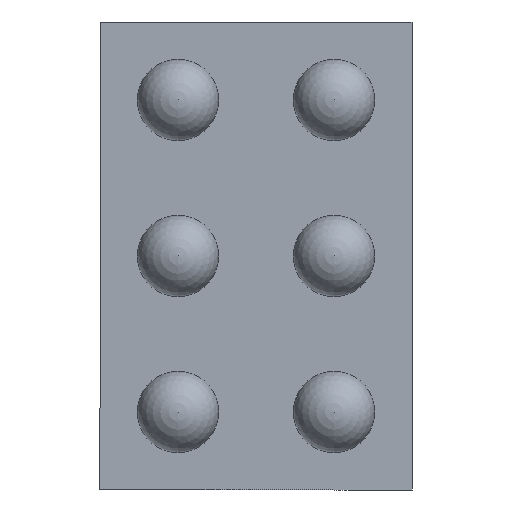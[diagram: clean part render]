
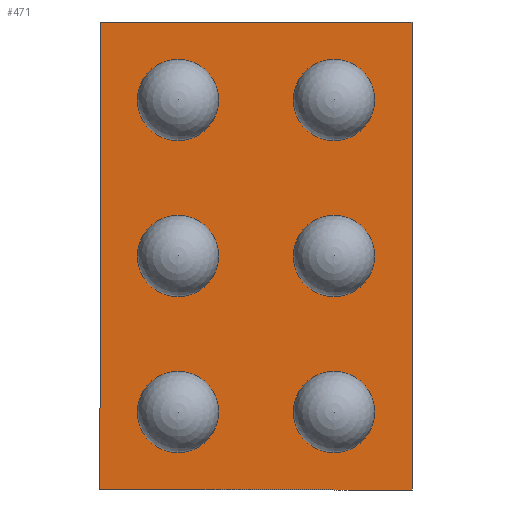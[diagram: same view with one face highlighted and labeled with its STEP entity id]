
A CAD part, front view. The second image highlights one B-rep face of the part: STEP entity #471.
In plain terms, the highlighted planar face has unit normal (0, -1, 0).
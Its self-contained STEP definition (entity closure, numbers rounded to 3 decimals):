
#12 = CARTESIAN_POINT ( 'NONE',  ( 0.5, 0.2, -0.75 ) ) ;
#25 = VECTOR ( 'NONE', #612, 1000. ) ;
#28 = LINE ( 'NONE', #361, #501 ) ;
#56 = VECTOR ( 'NONE', #386, 1000. ) ;
#92 = CARTESIAN_POINT ( 'NONE',  ( -0.5, 0.2, 0.75 ) ) ;
#114 = ORIENTED_EDGE ( 'NONE', *, *, #281, .F. ) ;
#129 = CARTESIAN_POINT ( 'NONE',  ( 0.5, 0.2, 0.75 ) ) ;
#136 = FACE_OUTER_BOUND ( 'NONE', #877, .T. ) ;
#149 = LINE ( 'NONE', #92, #241 ) ;
#171 = CARTESIAN_POINT ( 'NONE',  ( -0.5, 0.2, 0.75 ) ) ;
#205 = DIRECTION ( 'NONE',  ( 0., 0., -1. ) ) ;
#221 = DIRECTION ( 'NONE',  ( 0., -1., 0. ) ) ;
#241 = VECTOR ( 'NONE', #837, 1000. ) ;
#281 = EDGE_CURVE ( 'NONE', #680, #793, #149, .T. ) ;
#309 = LINE ( 'NONE', #171, #56 ) ;
#361 = CARTESIAN_POINT ( 'NONE',  ( -0.5, 0.2, -0.75 ) ) ;
#386 = DIRECTION ( 'NONE',  ( 1., 0., 0. ) ) ;
#446 = ORIENTED_EDGE ( 'NONE', *, *, #712, .F. ) ;
#471 = ADVANCED_FACE ( 'NONE', ( #136 ), #595, .T. ) ;
#472 = CARTESIAN_POINT ( 'NONE',  ( -0.5, 0.2, 0.75 ) ) ;
#484 = VERTEX_POINT ( 'NONE', #129 ) ;
#497 = CARTESIAN_POINT ( 'NONE',  ( -0.5, 0.2, -0.75 ) ) ;
#501 = VECTOR ( 'NONE', #552, 1000. ) ;
#502 = ORIENTED_EDGE ( 'NONE', *, *, #866, .F. ) ;
#528 = CARTESIAN_POINT ( 'NONE',  ( 0., 0.2, 0. ) ) ;
#534 = AXIS2_PLACEMENT_3D ( 'NONE', #528, #221, #205 ) ;
#538 = CARTESIAN_POINT ( 'NONE',  ( 0.5, 0.2, 0.75 ) ) ;
#552 = DIRECTION ( 'NONE',  ( -1., 0., 0. ) ) ;
#574 = EDGE_CURVE ( 'NONE', #596, #680, #28, .T. ) ;
#595 = PLANE ( 'NONE',  #534 ) ;
#596 = VERTEX_POINT ( 'NONE', #12 ) ;
#607 = LINE ( 'NONE', #538, #25 ) ;
#612 = DIRECTION ( 'NONE',  ( 0., 0., -1. ) ) ;
#641 = ORIENTED_EDGE ( 'NONE', *, *, #574, .F. ) ;
#680 = VERTEX_POINT ( 'NONE', #497 ) ;
#712 = EDGE_CURVE ( 'NONE', #793, #484, #309, .T. ) ;
#793 = VERTEX_POINT ( 'NONE', #472 ) ;
#837 = DIRECTION ( 'NONE',  ( 0., 0., 1. ) ) ;
#866 = EDGE_CURVE ( 'NONE', #484, #596, #607, .T. ) ;
#877 = EDGE_LOOP ( 'NONE', ( #502, #446, #114, #641 ) ) ;
